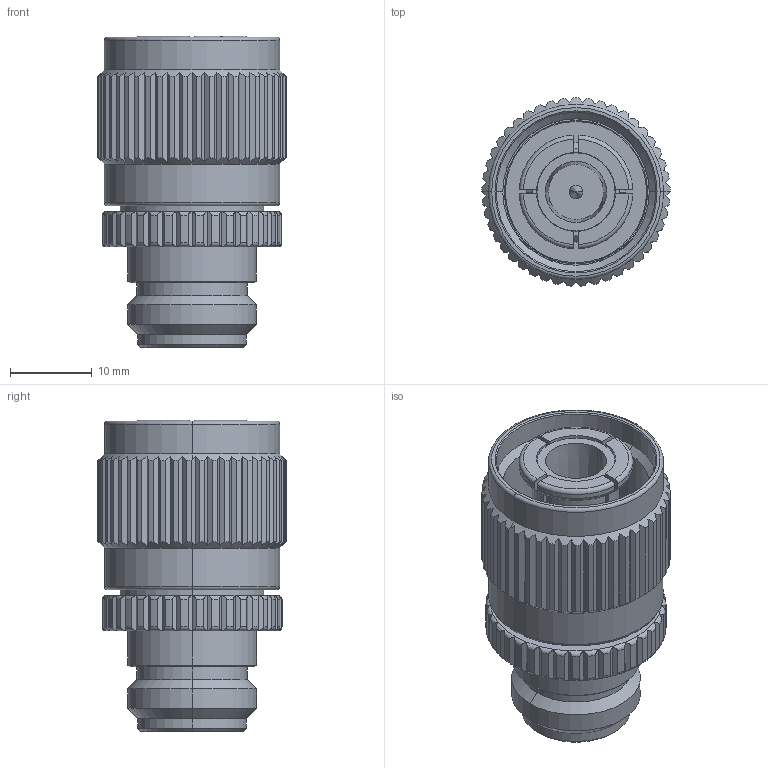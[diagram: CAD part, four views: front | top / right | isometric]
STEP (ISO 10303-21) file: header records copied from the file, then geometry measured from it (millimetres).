
FILE_DESCRIPTION (( 'STEP AP203' ), '1' );
FILE_NAME ('R191.737.000.STEP', '2013-01-07T09:17:35', ( 'user' ), ( '' ), 'SwSTEP 2.0', 'SolidWorks 2011', '' );
FILE_SCHEMA (( 'CONFIG_CONTROL_DESIGN' ));
Length unit declared in the file: millimetre
Products named in the file (1): R191.737.000
Bounding box: 23 x 22.99 x 38.02 mm (x, y, z)
Volume: 8653.8 mm3; surface area: 8635.7 mm2
Topology: 1 solids, 4 shells, 420 faces, 1151 edges, 745 vertices
Faces by surface type: plane 215, cylinder 133, cone 54, torus 18
Entity records: 14538 total; most frequent: CARTESIAN_POINT 4243, ORIENTED_EDGE 2298, DIRECTION 1977, EDGE_CURVE 1149, AXIS2_PLACEMENT_3D 791, VERTEX_POINT 745, EDGE_LOOP 436, ADVANCED_FACE 420
